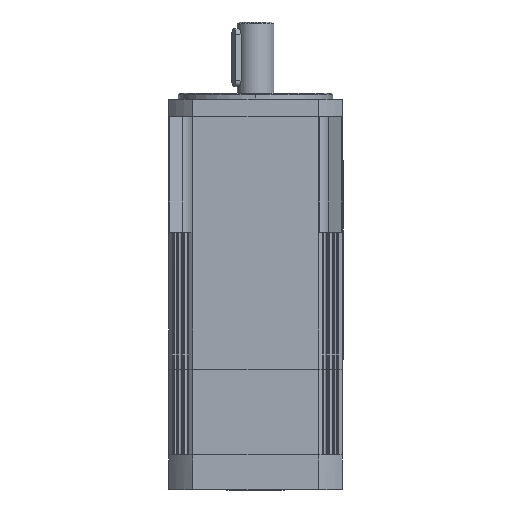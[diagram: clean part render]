
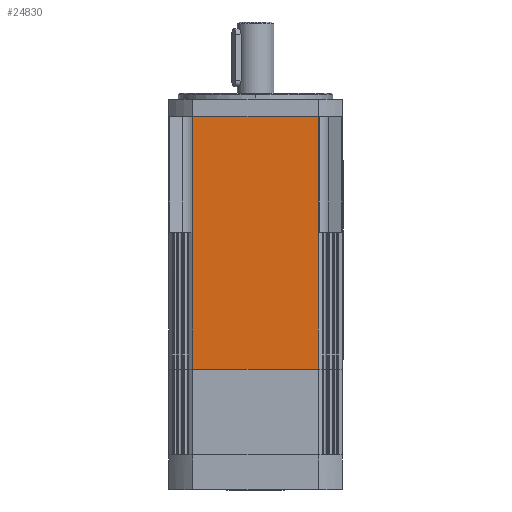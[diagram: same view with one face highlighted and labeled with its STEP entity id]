
A CAD part, front view. The second image highlights one B-rep face of the part: STEP entity #24830.
In plain terms, the highlighted planar face has unit normal (0, -1, 0).
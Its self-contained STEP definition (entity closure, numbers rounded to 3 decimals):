
#24791=CARTESIAN_POINT('',(32.485,-45.0,0.0));
#24792=DIRECTION('',(0.0,-1.0,0.0));
#24793=DIRECTION('',(0.0,0.0,-1.0));
#24794=AXIS2_PLACEMENT_3D('',#24791,#24792,#24793);
#24795=PLANE('',#24794);
#24796=CARTESIAN_POINT('',(32.485,-45.0,131.0));
#24797=VERTEX_POINT('',#24796);
#24798=CARTESIAN_POINT('',(-32.485,-45.0,131.0));
#24799=VERTEX_POINT('',#24798);
#24800=CARTESIAN_POINT('',(32.485,-45.0,131.0));
#24801=DIRECTION('',(-1.0,0.0,0.0));
#24802=VECTOR('',#24801,64.969);
#24803=LINE('',#24800,#24802);
#24804=EDGE_CURVE('',#24797,#24799,#24803,.T.);
#24805=ORIENTED_EDGE('',*,*,#24804,.T.);
#24806=CARTESIAN_POINT('',(-32.485,-45.0,0.0));
#24807=VERTEX_POINT('',#24806);
#24808=CARTESIAN_POINT('',(-32.485,-45.0,0.0));
#24809=DIRECTION('',(0.0,0.0,1.0));
#24810=VECTOR('',#24809,131.0);
#24811=LINE('',#24808,#24810);
#24812=EDGE_CURVE('',#24807,#24799,#24811,.T.);
#24813=ORIENTED_EDGE('',*,*,#24812,.F.);
#24814=CARTESIAN_POINT('',(32.485,-45.0,0.0));
#24815=VERTEX_POINT('',#24814);
#24816=CARTESIAN_POINT('',(-32.485,-45.0,0.0));
#24817=DIRECTION('',(1.0,0.0,0.0));
#24818=VECTOR('',#24817,64.969);
#24819=LINE('',#24816,#24818);
#24820=EDGE_CURVE('',#24807,#24815,#24819,.T.);
#24821=ORIENTED_EDGE('',*,*,#24820,.T.);
#24822=CARTESIAN_POINT('',(32.485,-45.0,0.0));
#24823=DIRECTION('',(0.0,0.0,1.0));
#24824=VECTOR('',#24823,131.0);
#24825=LINE('',#24822,#24824);
#24826=EDGE_CURVE('',#24815,#24797,#24825,.T.);
#24827=ORIENTED_EDGE('',*,*,#24826,.T.);
#24828=EDGE_LOOP('',(#24805,#24813,#24821,#24827));
#24829=FACE_OUTER_BOUND('',#24828,.T.);
#24830=ADVANCED_FACE('',(#24829),#24795,.T.);
